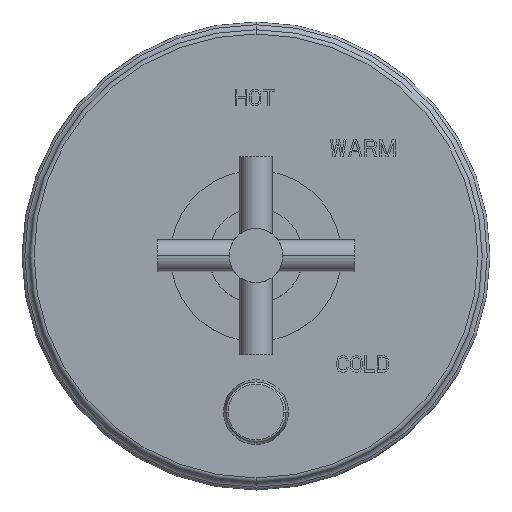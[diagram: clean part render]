
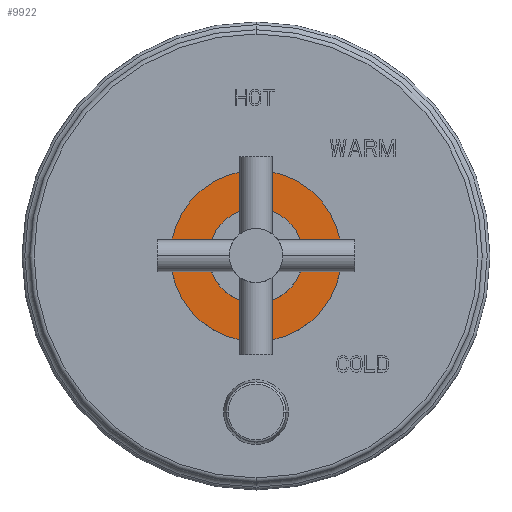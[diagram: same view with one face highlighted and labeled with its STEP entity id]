
A CAD part, top view. The second image highlights one B-rep face of the part: STEP entity #9922.
In plain terms, the highlighted planar face has unit normal (0, 0, 1).
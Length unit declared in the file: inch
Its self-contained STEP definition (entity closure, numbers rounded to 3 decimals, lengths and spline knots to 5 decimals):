
#3246=CARTESIAN_POINT('',(0.,0.,0.688));
#3247=DIRECTION('',(0.,0.,-1.));
#3248=DIRECTION('',(-1.,0.,0.));
#3249=AXIS2_PLACEMENT_3D('',#3246,#3247,#3248);
#3255=CARTESIAN_POINT('',(0.,0.,0.688));
#3256=DIRECTION('',(0.,0.,1.));
#3257=DIRECTION('',(-1.,0.,0.));
#3258=AXIS2_PLACEMENT_3D('',#3255,#3256,#3257);
#3264=CARTESIAN_POINT('',(0.,0.,0.688));
#3265=DIRECTION('',(0.,0.,-1.));
#3266=DIRECTION('',(1.,0.,0.));
#3267=AXIS2_PLACEMENT_3D('',#3264,#3265,#3266);
#3269=CARTESIAN_POINT('',(0.,0.,0.688));
#3270=DIRECTION('',(0.,0.,-1.));
#3271=DIRECTION('',(-1.,0.,0.));
#3272=AXIS2_PLACEMENT_3D('',#3269,#3270,#3271);
#4948=CARTESIAN_POINT('',(-1.1875,0.,0.688));
#4949=CARTESIAN_POINT('',(1.1875,0.,0.688));
#4950=VERTEX_POINT('',#4948);
#4951=VERTEX_POINT('',#4949);
#4964=CARTESIAN_POINT('',(0.65625,0.,0.688));
#4965=CARTESIAN_POINT('',(-0.65625,0.,0.688));
#4966=VERTEX_POINT('',#4964);
#4967=VERTEX_POINT('',#4965);
#9907=CARTESIAN_POINT('',(0.,0.,0.688));
#9908=DIRECTION('',(0.,0.,-1.));
#9909=DIRECTION('',(1.,0.,0.));
#9910=AXIS2_PLACEMENT_3D('',#9907,#9908,#9909);
#9911=PLANE('',#9910);
#9912=ORIENTED_EDGE('',*,*,#9901,.F.);
#9913=ORIENTED_EDGE('',*,*,#9887,.T.);
#9914=EDGE_LOOP('',(#9912,#9913));
#9915=FACE_OUTER_BOUND('',#9914,.F.);
#9917=ORIENTED_EDGE('',*,*,#9916,.F.);
#9919=ORIENTED_EDGE('',*,*,#9918,.F.);
#9920=EDGE_LOOP('',(#9917,#9919));
#9921=FACE_BOUND('',#9920,.F.);
#9922=ADVANCED_FACE('',(#9915,#9921),#9911,.F.);
#3250=CIRCLE('',#3249,1.1875);
#3259=CIRCLE('',#3258,1.1875);
#3268=CIRCLE('',#3267,0.65625);
#3273=CIRCLE('',#3272,0.65625);
#9887=EDGE_CURVE('',#4950,#4951,#3250,.T.);
#9901=EDGE_CURVE('',#4950,#4951,#3259,.T.);
#9916=EDGE_CURVE('',#4966,#4967,#3268,.T.);
#9918=EDGE_CURVE('',#4967,#4966,#3273,.T.);
